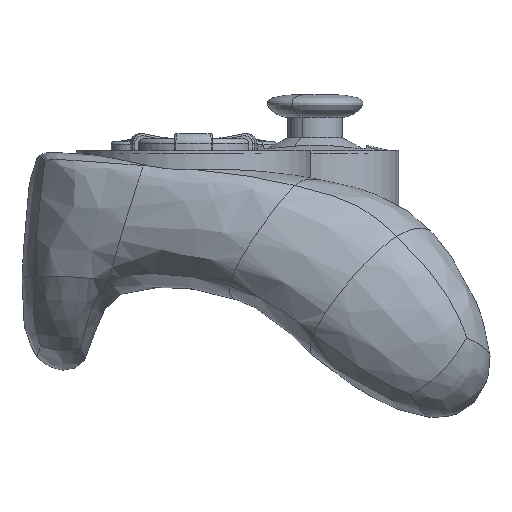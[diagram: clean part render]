
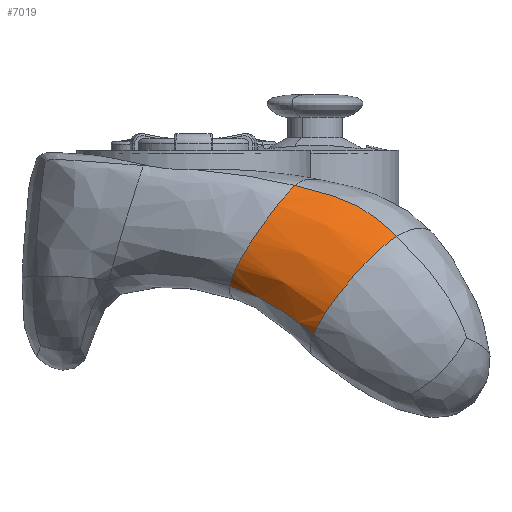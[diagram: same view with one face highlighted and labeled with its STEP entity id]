
A CAD part, front view. The second image highlights one B-rep face of the part: STEP entity #7019.
In plain terms, the highlighted free-form (B-spline) face has degree [3, 3] with [7, 7] control points.
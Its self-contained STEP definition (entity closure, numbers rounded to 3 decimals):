
#4625=CARTESIAN_POINT('Vertex',(7.077,-67.654,-26.646)) ;
#4938=CARTESIAN_POINT('Control Point',(7.077,-67.654,-26.646)) ;
#4939=CARTESIAN_POINT('Control Point',(7.167,-68.534,-26.112)) ;
#4940=CARTESIAN_POINT('Control Point',(7.332,-69.313,-25.514)) ;
#4941=CARTESIAN_POINT('Control Point',(7.567,-69.995,-24.857)) ;
#4942=CARTESIAN_POINT('Control Point',(7.866,-70.585,-24.148)) ;
#4943=CARTESIAN_POINT('Control Point',(8.939,-72.089,-21.884)) ;
#4944=CARTESIAN_POINT('Control Point',(10.495,-72.836,-19.254)) ;
#4945=CARTESIAN_POINT('Control Point',(11.7,-73.023,-17.394)) ;
#4946=CARTESIAN_POINT('Control Point',(13.039,-72.96,-15.449)) ;
#4947=CARTESIAN_POINT('Control Point',(15.161,-72.469,-12.536)) ;
#4948=CARTESIAN_POINT('Control Point',(17.347,-71.433,-9.757)) ;
#4949=CARTESIAN_POINT('Control Point',(18.066,-70.995,-8.881)) ;
#4950=CARTESIAN_POINT('Control Point',(18.758,-70.435,-8.091)) ;
#4951=CARTESIAN_POINT('Control Point',(19.405,-69.72,-7.421)) ;
#4952=CARTESIAN_POINT('Control Point',(19.992,-68.821,-6.907)) ;
#4953=CARTESIAN_POINT('Vertex',(19.992,-68.821,-6.907)) ;
#6916=CARTESIAN_POINT('Vertex',(23.658,-71.075,-36.143)) ;
#6920=CARTESIAN_POINT('Control Point',(7.077,-67.654,-26.646)) ;
#6921=CARTESIAN_POINT('Control Point',(7.899,-67.943,-26.907)) ;
#6922=CARTESIAN_POINT('Control Point',(8.689,-68.216,-27.176)) ;
#6923=CARTESIAN_POINT('Control Point',(9.451,-68.471,-27.455)) ;
#6924=CARTESIAN_POINT('Control Point',(10.188,-68.71,-27.745)) ;
#6925=CARTESIAN_POINT('Control Point',(12.334,-69.381,-28.649)) ;
#6926=CARTESIAN_POINT('Control Point',(14.319,-69.913,-29.664)) ;
#6927=CARTESIAN_POINT('Control Point',(15.599,-70.211,-30.396)) ;
#6928=CARTESIAN_POINT('Control Point',(16.864,-70.455,-31.192)) ;
#6929=CARTESIAN_POINT('Control Point',(18.783,-70.746,-32.492)) ;
#6930=CARTESIAN_POINT('Control Point',(20.797,-70.933,-33.966)) ;
#6931=CARTESIAN_POINT('Control Point',(21.482,-70.984,-34.478)) ;
#6932=CARTESIAN_POINT('Control Point',(22.185,-71.024,-35.011)) ;
#6933=CARTESIAN_POINT('Control Point',(22.909,-71.054,-35.566)) ;
#6934=CARTESIAN_POINT('Control Point',(23.658,-71.075,-36.143)) ;
#6944=CARTESIAN_POINT('Control Point',(7.077,-67.654,-26.646)) ;
#6945=CARTESIAN_POINT('Control Point',(7.257,-69.414,-25.578)) ;
#6946=CARTESIAN_POINT('Control Point',(8.368,-71.925,-22.8)) ;
#6947=CARTESIAN_POINT('Control Point',(11.638,-73.164,-17.422)) ;
#6948=CARTESIAN_POINT('Control Point',(15.862,-72.367,-11.55)) ;
#6949=CARTESIAN_POINT('Control Point',(18.818,-70.62,-7.935)) ;
#6950=CARTESIAN_POINT('Control Point',(19.992,-68.821,-6.907)) ;
#6951=CARTESIAN_POINT('Control Point',(8.722,-68.233,-27.167)) ;
#6952=CARTESIAN_POINT('Control Point',(8.919,-69.95,-26.077)) ;
#6953=CARTESIAN_POINT('Control Point',(10.086,-72.394,-23.251)) ;
#6954=CARTESIAN_POINT('Control Point',(13.478,-73.546,-17.824)) ;
#6955=CARTESIAN_POINT('Control Point',(17.837,-72.643,-11.952)) ;
#6956=CARTESIAN_POINT('Control Point',(20.861,-70.736,-8.438)) ;
#6957=CARTESIAN_POINT('Control Point',(22.097,-68.95,-7.41)) ;
#6958=CARTESIAN_POINT('Control Point',(11.69,-69.218,-28.298)) ;
#6959=CARTESIAN_POINT('Control Point',(11.948,-70.859,-27.154)) ;
#6960=CARTESIAN_POINT('Control Point',(13.25,-73.186,-24.219)) ;
#6961=CARTESIAN_POINT('Control Point',(16.863,-74.211,-18.673)) ;
#6962=CARTESIAN_POINT('Control Point',(21.444,-73.162,-12.776)) ;
#6963=CARTESIAN_POINT('Control Point',(24.585,-71.056,-9.405)) ;
#6964=CARTESIAN_POINT('Control Point',(25.926,-69.306,-8.376)) ;
#6965=CARTESIAN_POINT('Control Point',(15.606,-70.238,-30.365)) ;
#6966=CARTESIAN_POINT('Control Point',(15.99,-71.783,-29.135)) ;
#6967=CARTESIAN_POINT('Control Point',(17.519,-73.982,-26.035)) ;
#6968=CARTESIAN_POINT('Control Point',(21.406,-74.907,-20.333)) ;
#6969=CARTESIAN_POINT('Control Point',(26.193,-73.757,-14.45)) ;
#6970=CARTESIAN_POINT('Control Point',(29.477,-71.662,-11.126)) ;
#6971=CARTESIAN_POINT('Control Point',(30.918,-69.996,-10.103)) ;
#6972=CARTESIAN_POINT('Control Point',(19.412,-70.855,-32.906)) ;
#6973=CARTESIAN_POINT('Control Point',(19.918,-72.319,-31.606)) ;
#6974=CARTESIAN_POINT('Control Point',(21.657,-74.425,-28.381)) ;
#6975=CARTESIAN_POINT('Control Point',(25.754,-75.301,-22.633)) ;
#6976=CARTESIAN_POINT('Control Point',(30.641,-74.08,-16.934)) ;
#6977=CARTESIAN_POINT('Control Point',(33.976,-72.021,-13.759)) ;
#6978=CARTESIAN_POINT('Control Point',(35.462,-70.461,-12.763)) ;
#6979=CARTESIAN_POINT('Control Point',(22.16,-71.034,-34.988)) ;
#6980=CARTESIAN_POINT('Control Point',(22.719,-72.453,-33.661)) ;
#6981=CARTESIAN_POINT('Control Point',(24.558,-74.512,-30.409)) ;
#6982=CARTESIAN_POINT('Control Point',(28.758,-75.39,-24.727)) ;
#6983=CARTESIAN_POINT('Control Point',(33.676,-74.18,-19.236)) ;
#6984=CARTESIAN_POINT('Control Point',(36.945,-72.035,-16.387)) ;
#6985=CARTESIAN_POINT('Control Point',(38.426,-70.557,-15.434)) ;
#6986=CARTESIAN_POINT('Control Point',(23.658,-71.075,-36.143)) ;
#6987=CARTESIAN_POINT('Control Point',(24.23,-72.473,-34.812)) ;
#6988=CARTESIAN_POINT('Control Point',(26.101,-74.511,-31.566)) ;
#6989=CARTESIAN_POINT('Control Point',(30.344,-75.398,-25.948)) ;
#6990=CARTESIAN_POINT('Control Point',(35.278,-74.217,-20.575)) ;
#6991=CARTESIAN_POINT('Control Point',(38.522,-72.085,-17.853)) ;
#6992=CARTESIAN_POINT('Control Point',(39.991,-70.648,-16.928)) ;
#6994=CARTESIAN_POINT('Control Point',(23.658,-71.075,-36.143)) ;
#6995=CARTESIAN_POINT('Control Point',(24.23,-72.473,-34.812)) ;
#6996=CARTESIAN_POINT('Control Point',(26.101,-74.511,-31.566)) ;
#6997=CARTESIAN_POINT('Control Point',(30.344,-75.398,-25.948)) ;
#6998=CARTESIAN_POINT('Control Point',(35.278,-74.217,-20.575)) ;
#6999=CARTESIAN_POINT('Control Point',(38.522,-72.085,-17.853)) ;
#7000=CARTESIAN_POINT('Control Point',(39.991,-70.648,-16.928)) ;
#7001=CARTESIAN_POINT('Vertex',(39.991,-70.648,-16.928)) ;
#7005=CARTESIAN_POINT('Control Point',(19.992,-68.821,-6.907)) ;
#7006=CARTESIAN_POINT('Control Point',(22.097,-68.95,-7.41)) ;
#7007=CARTESIAN_POINT('Control Point',(25.926,-69.306,-8.376)) ;
#7008=CARTESIAN_POINT('Control Point',(30.918,-69.996,-10.103)) ;
#7009=CARTESIAN_POINT('Control Point',(35.462,-70.461,-12.763)) ;
#7010=CARTESIAN_POINT('Control Point',(38.426,-70.557,-15.434)) ;
#7011=CARTESIAN_POINT('Control Point',(39.991,-70.648,-16.928)) ;
#7014=ORIENTED_EDGE('',*,*,#6935,.T.) ;
#7015=ORIENTED_EDGE('',*,*,#7003,.F.) ;
#7016=ORIENTED_EDGE('',*,*,#7012,.F.) ;
#7017=ORIENTED_EDGE('',*,*,#4955,.F.) ;
#7019=ADVANCED_FACE('Hauptk\X2\00F6\X0\rper',(#7018),#6943,.T.) ;
#4937=B_SPLINE_CURVE_WITH_KNOTS('',6,(#4938,#4939,#4940,#4941,#4942,#4943,#4944,#4945,#4946,#4947,#4948,#4949,#4950,#4951,#4952),.UNSPECIFIED.,.F.,.U.,(7,4,4,7),(0.,1.,3.,4.),.UNSPECIFIED.) ;
#6919=B_SPLINE_CURVE_WITH_KNOTS('',6,(#6920,#6921,#6922,#6923,#6924,#6925,#6926,#6927,#6928,#6929,#6930,#6931,#6932,#6933,#6934),.UNSPECIFIED.,.F.,.U.,(7,4,4,7),(0.,1.,3.,4.),.UNSPECIFIED.) ;
#6993=B_SPLINE_CURVE_WITH_KNOTS('',3,(#6994,#6995,#6996,#6997,#6998,#6999,#7000),.UNSPECIFIED.,.F.,.U.,(4,1,1,1,4),(0.,1.,2.,3.,4.),.UNSPECIFIED.) ;
#7004=B_SPLINE_CURVE_WITH_KNOTS('',3,(#7005,#7006,#7007,#7008,#7009,#7010,#7011),.UNSPECIFIED.,.F.,.U.,(4,1,1,1,4),(0.,1.,2.,3.,4.),.UNSPECIFIED.) ;
#6943=B_SPLINE_SURFACE_WITH_KNOTS('',3,3,((#6944,#6945,#6946,#6947,#6948,#6949,#6950),(#6951,#6952,#6953,#6954,#6955,#6956,#6957),(#6958,#6959,#6960,#6961,#6962,#6963,#6964),(#6965,#6966,#6967,#6968,#6969,#6970,#6971),(#6972,#6973,#6974,#6975,#6976,#6977,#6978),(#6979,#6980,#6981,#6982,#6983,#6984,#6985),(#6986,#6987,#6988,#6989,#6990,#6991,#6992)),.UNSPECIFIED.,.F.,.F.,.U.,(4,1,1,1,4),(4,1,1,1,4),(0.,1.,2.,3.,4.),(0.,1.,2.,3.,4.),.UNSPECIFIED.) ;
#4955=EDGE_CURVE('',#4626,#4954,#4937,.T.) ;
#6935=EDGE_CURVE('',#4626,#6917,#6919,.T.) ;
#7003=EDGE_CURVE('',#7002,#6917,#6993,.F.) ;
#7012=EDGE_CURVE('',#4954,#7002,#7004,.T.) ;
#7013=EDGE_LOOP('',(#7014,#7015,#7016,#7017)) ;
#7018=FACE_OUTER_BOUND('',#7013,.T.) ;
#4626=VERTEX_POINT('',#4625) ;
#4954=VERTEX_POINT('',#4953) ;
#6917=VERTEX_POINT('',#6916) ;
#7002=VERTEX_POINT('',#7001) ;
